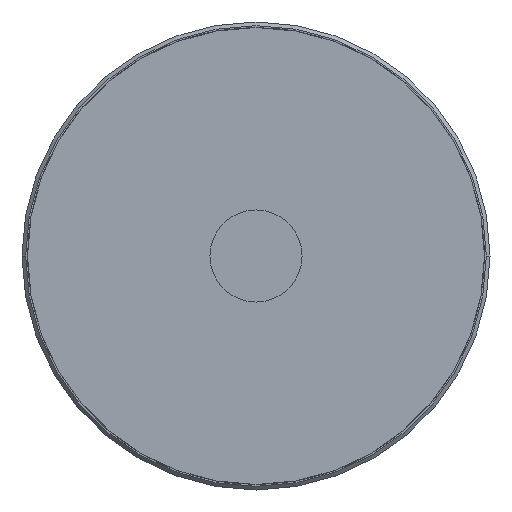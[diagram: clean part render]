
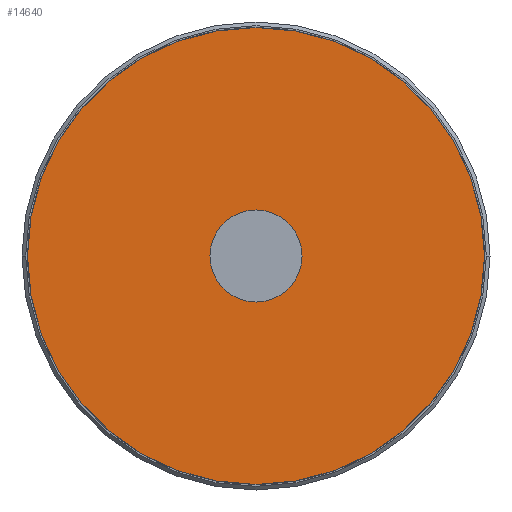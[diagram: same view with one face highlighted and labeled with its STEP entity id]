
A CAD part, front view. The second image highlights one B-rep face of the part: STEP entity #14640.
In plain terms, the highlighted face is planar.
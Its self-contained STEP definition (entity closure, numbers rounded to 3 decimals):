
#1537 = EDGE_CURVE ( 'NONE', #23235, #3629, #14252, .T. ) ;
#3629 = VERTEX_POINT ( 'NONE', #13330 ) ;
#4512 = CARTESIAN_POINT ( 'NONE',  ( 0., 0., 124. ) ) ;
#4591 = CARTESIAN_POINT ( 'NONE',  ( 0., 0., 25. ) ) ;
#4593 = FACE_OUTER_BOUND ( 'NONE', #10318, .T. ) ;
#5191 = CARTESIAN_POINT ( 'NONE',  ( 0., 0., 0. ) ) ;
#6364 = ORIENTED_EDGE ( 'NONE', *, *, #17064, .F. ) ;
#6666 = AXIS2_PLACEMENT_3D ( 'NONE', #22680, #27126, #13801 ) ;
#7268 = ORIENTED_EDGE ( 'NONE', *, *, #12941, .F. ) ;
#7429 = DIRECTION ( 'NONE',  ( 0., 0., 1. ) ) ;
#8911 = EDGE_CURVE ( 'NONE', #3629, #23235, #9970, .T. ) ;
#9211 = AXIS2_PLACEMENT_3D ( 'NONE', #24878, #24850, #24775 ) ;
#9881 = DIRECTION ( 'NONE',  ( -1., 0., 0. ) ) ;
#9939 = ORIENTED_EDGE ( 'NONE', *, *, #8911, .F. ) ;
#9970 = CIRCLE ( 'NONE', #24574, 25. ) ;
#10110 = CARTESIAN_POINT ( 'NONE',  ( 0., 0., 0. ) ) ;
#10318 = EDGE_LOOP ( 'NONE', ( #6364, #7268 ) ) ;
#10505 = FACE_BOUND ( 'NONE', #12645, .T. ) ;
#12319 = DIRECTION ( 'NONE',  ( 0., 0., 1. ) ) ;
#12645 = EDGE_LOOP ( 'NONE', ( #18781, #9939 ) ) ;
#12941 = EDGE_CURVE ( 'NONE', #22170, #24476, #24697, .T. ) ;
#13330 = CARTESIAN_POINT ( 'NONE',  ( 0., 0., -25. ) ) ;
#13713 = PLANE ( 'NONE',  #6666 ) ;
#13801 = DIRECTION ( 'NONE',  ( 0., 0., -1. ) ) ;
#14252 = CIRCLE ( 'NONE', #9211, 25. ) ;
#14640 = ADVANCED_FACE ( 'NONE', ( #4593, #10505 ), #13713, .F. ) ;
#15048 = AXIS2_PLACEMENT_3D ( 'NONE', #5191, #20763, #7429 ) ;
#17064 = EDGE_CURVE ( 'NONE', #24476, #22170, #28398, .T. ) ;
#18781 = ORIENTED_EDGE ( 'NONE', *, *, #1537, .F. ) ;
#20763 = DIRECTION ( 'NONE',  ( 1., 0., 0. ) ) ;
#22170 = VERTEX_POINT ( 'NONE', #22618 ) ;
#22618 = CARTESIAN_POINT ( 'NONE',  ( 0., 0., -124. ) ) ;
#22680 = CARTESIAN_POINT ( 'NONE',  ( 0., 124., 0. ) ) ;
#23017 = AXIS2_PLACEMENT_3D ( 'NONE', #10110, #25640, #12319 ) ;
#23188 = CARTESIAN_POINT ( 'NONE',  ( 0., 0., 0. ) ) ;
#23235 = VERTEX_POINT ( 'NONE', #4591 ) ;
#24476 = VERTEX_POINT ( 'NONE', #4512 ) ;
#24574 = AXIS2_PLACEMENT_3D ( 'NONE', #23188, #9881, #25408 ) ;
#24697 = CIRCLE ( 'NONE', #23017, 124. ) ;
#24775 = DIRECTION ( 'NONE',  ( 0., 0., 1. ) ) ;
#24850 = DIRECTION ( 'NONE',  ( -1., 0., 0. ) ) ;
#24878 = CARTESIAN_POINT ( 'NONE',  ( 0., 0., 0. ) ) ;
#25408 = DIRECTION ( 'NONE',  ( 0., 0., 1. ) ) ;
#25640 = DIRECTION ( 'NONE',  ( 1., 0., 0. ) ) ;
#27126 = DIRECTION ( 'NONE',  ( 1., 0., 0. ) ) ;
#28398 = CIRCLE ( 'NONE', #15048, 124. ) ;
